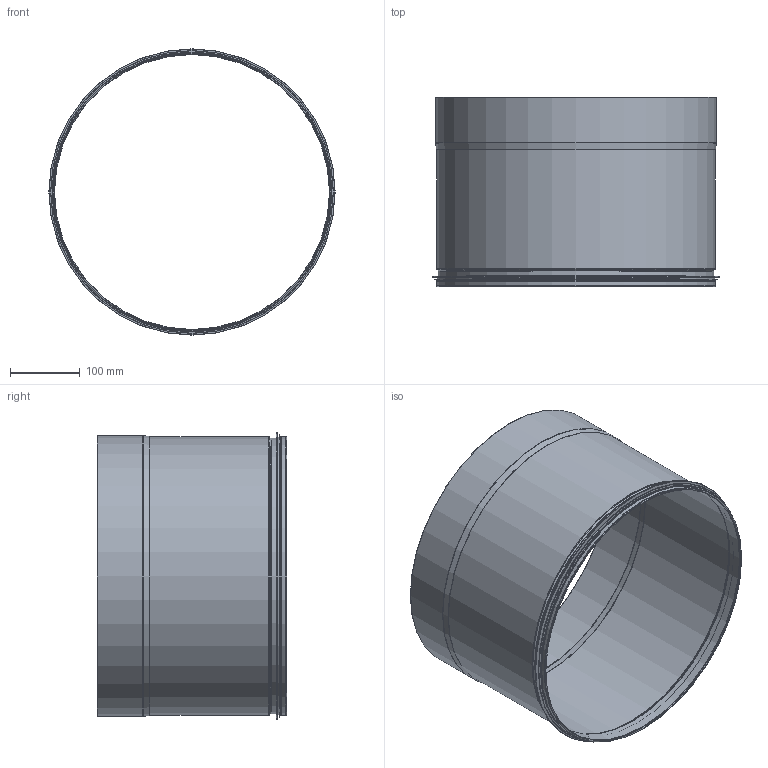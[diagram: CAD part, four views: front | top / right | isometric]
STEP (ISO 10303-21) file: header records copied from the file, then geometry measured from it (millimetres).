
FILE_DESCRIPTION((''),'2;1');
FILE_NAME('HILM-400.stp','2014-02-20T07:27:00',(''),(''),'Autodesk Inventor 2013','Autodesk Inventor 2013','');
FILE_SCHEMA(('AUTOMOTIVE_DESIGN { 1 2 10303 214 0 1 1 1 }'));
Length unit declared in the file: millimetre
Products named in the file (3): HILM-400; 999009; HILMRörämne-09
Assembly tree (2 placements, depth 2):
  HILM-400
    999009
    HILMRörämne-09
Bounding box: 409.2 x 270.5 x 409.2 mm (x, y, z)
Volume: 217310.4 mm3; surface area: 763967.6 mm2
Topology: 2 solids, 2 shells, 43 faces, 81 edges, 45 vertices
Faces by surface type: torus 16, cylinder 14, plane 7, cone 6
Full cylindrical faces by diameter (mm): 393 x1, 394 x1, 395.2 x1, 397.8 x5, 398.8 x2, 400.5 x1, 401.5 x1, 404.2 x1, 409.2 x1
Entity records: 1019 total; most frequent: DIRECTION 182, CARTESIAN_POINT 134, AXIS2_PLACEMENT_3D 91, ORIENTED_EDGE 86, EDGE_LOOP 86, STYLED_ITEM 45, VERTEX_POINT 43, CIRCLE 43
